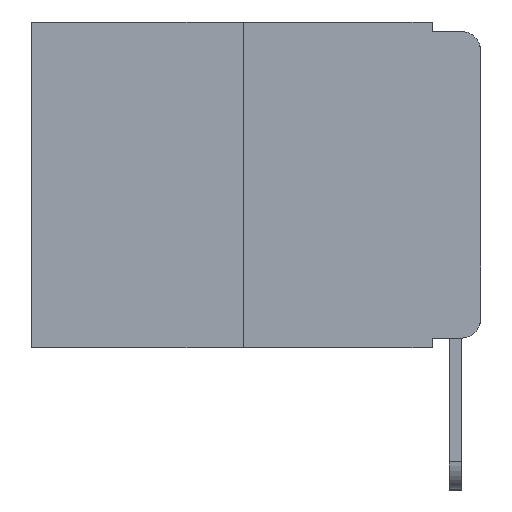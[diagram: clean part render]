
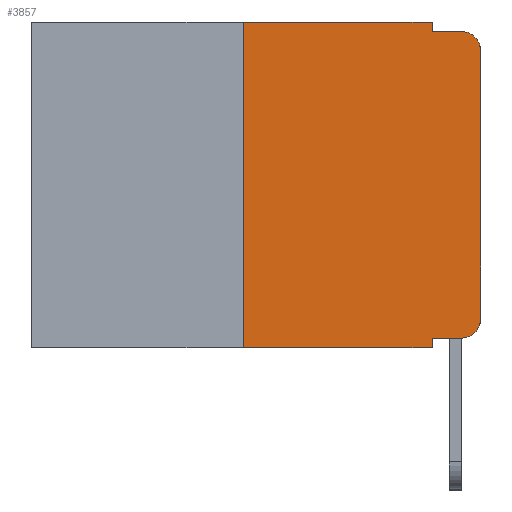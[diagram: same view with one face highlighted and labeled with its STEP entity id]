
A CAD part, left-side view. The second image highlights one B-rep face of the part: STEP entity #3857.
In plain terms, the highlighted planar face has unit normal (-1, 0, 0).
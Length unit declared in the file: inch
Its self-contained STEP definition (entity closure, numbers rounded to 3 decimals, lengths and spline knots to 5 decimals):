
#106 = LINE ( 'NONE', #14772, #21637 ) ;
#380 = DIRECTION ( 'NONE',  ( 0., -1., 0. ) ) ;
#533 = CARTESIAN_POINT ( 'NONE',  ( 0., 0.051, -0.01 ) ) ;
#1195 = VECTOR ( 'NONE', #5457, 39.37008 ) ;
#1312 = LINE ( 'NONE', #3960, #1864 ) ;
#1653 = VECTOR ( 'NONE', #18021, 39.37008 ) ;
#1864 = VECTOR ( 'NONE', #11710, 39.37008 ) ;
#2022 = EDGE_CURVE ( 'NONE', #4453, #11402, #106, .T. ) ;
#2365 = ORIENTED_EDGE ( 'NONE', *, *, #5702, .F. ) ;
#2535 = FACE_OUTER_BOUND ( 'NONE', #11469, .T. ) ;
#3310 = VECTOR ( 'NONE', #12064, 39.37008 ) ;
#3843 = LINE ( 'NONE', #11095, #5553 ) ;
#3857 = ADVANCED_FACE ( 'NONE', ( #2535 ), #23069, .F. ) ;
#3960 = CARTESIAN_POINT ( 'NONE',  ( 0., 0., 0. ) ) ;
#3988 = AXIS2_PLACEMENT_3D ( 'NONE', #21406, #21475, #17710 ) ;
#4073 = LINE ( 'NONE', #5589, #6916 ) ;
#4337 = CARTESIAN_POINT ( 'NONE',  ( 0., 0., -0.313 ) ) ;
#4453 = VERTEX_POINT ( 'NONE', #10612 ) ;
#5457 = DIRECTION ( 'NONE',  ( 0., 0., -1. ) ) ;
#5490 = CARTESIAN_POINT ( 'NONE',  ( 0., 0.051, -0.343 ) ) ;
#5553 = VECTOR ( 'NONE', #19965, 39.37008 ) ;
#5589 = CARTESIAN_POINT ( 'NONE',  ( 0., 0.051, -0.333 ) ) ;
#5702 = EDGE_CURVE ( 'NONE', #11402, #10421, #23470, .T. ) ;
#5850 = LINE ( 'NONE', #10227, #3310 ) ;
#6916 = VECTOR ( 'NONE', #7478, 39.37008 ) ;
#7057 = CARTESIAN_POINT ( 'NONE',  ( 0., 0.051, -0.01 ) ) ;
#7143 = ORIENTED_EDGE ( 'NONE', *, *, #14303, .T. ) ;
#7467 = DIRECTION ( 'NONE',  ( 0., 0., -1. ) ) ;
#7478 = DIRECTION ( 'NONE',  ( 0., -1., 0. ) ) ;
#7887 = AXIS2_PLACEMENT_3D ( 'NONE', #13006, #16685, #22128 ) ;
#9099 = VERTEX_POINT ( 'NONE', #5490 ) ;
#9323 = CARTESIAN_POINT ( 'NONE',  ( 0., 0.473, -0.343 ) ) ;
#9488 = ORIENTED_EDGE ( 'NONE', *, *, #18671, .T. ) ;
#9572 = VECTOR ( 'NONE', #380, 39.37008 ) ;
#9992 = ORIENTED_EDGE ( 'NONE', *, *, #19735, .F. ) ;
#10060 = ORIENTED_EDGE ( 'NONE', *, *, #2022, .F. ) ;
#10137 = LINE ( 'NONE', #9323, #9572 ) ;
#10214 = VERTEX_POINT ( 'NONE', #15311 ) ;
#10227 = CARTESIAN_POINT ( 'NONE',  ( 0., 0.473, 0. ) ) ;
#10421 = VERTEX_POINT ( 'NONE', #13701 ) ;
#10612 = CARTESIAN_POINT ( 'NONE',  ( 0., 0.051, 0. ) ) ;
#10712 = CIRCLE ( 'NONE', #19167, 0.02 ) ;
#11095 = CARTESIAN_POINT ( 'NONE',  ( 0., 0.25, 0. ) ) ;
#11402 = VERTEX_POINT ( 'NONE', #533 ) ;
#11469 = EDGE_LOOP ( 'NONE', ( #16533, #12453, #2365, #10060, #11734, #23467, #7143, #9992, #9488, #11526 ) ) ;
#11526 = ORIENTED_EDGE ( 'NONE', *, *, #11719, .T. ) ;
#11710 = DIRECTION ( 'NONE',  ( 0., 0., 1. ) ) ;
#11719 = EDGE_CURVE ( 'NONE', #17582, #21094, #18531, .T. ) ;
#11734 = ORIENTED_EDGE ( 'NONE', *, *, #22452, .F. ) ;
#12064 = DIRECTION ( 'NONE',  ( 0., -1., 0. ) ) ;
#12453 = ORIENTED_EDGE ( 'NONE', *, *, #22109, .T. ) ;
#13006 = CARTESIAN_POINT ( 'NONE',  ( 0., 0.02, -0.313 ) ) ;
#13270 = CARTESIAN_POINT ( 'NONE',  ( 0., 0.25, 0. ) ) ;
#13701 = CARTESIAN_POINT ( 'NONE',  ( 0., 0.02, -0.01 ) ) ;
#14303 = EDGE_CURVE ( 'NONE', #10214, #9099, #10137, .T. ) ;
#14667 = VERTEX_POINT ( 'NONE', #21811 ) ;
#14719 = CARTESIAN_POINT ( 'NONE',  ( 0., 0.051, 0. ) ) ;
#14772 = CARTESIAN_POINT ( 'NONE',  ( 0., 0.051, 0. ) ) ;
#15069 = LINE ( 'NONE', #14719, #1195 ) ;
#15311 = CARTESIAN_POINT ( 'NONE',  ( 0., 0.25, -0.343 ) ) ;
#16533 = ORIENTED_EDGE ( 'NONE', *, *, #17215, .T. ) ;
#16685 = DIRECTION ( 'NONE',  ( -1., 0., 0. ) ) ;
#16833 = CARTESIAN_POINT ( 'NONE',  ( 0., 0., -0.03 ) ) ;
#17215 = EDGE_CURVE ( 'NONE', #21094, #22190, #1312, .T. ) ;
#17582 = VERTEX_POINT ( 'NONE', #20844 ) ;
#17710 = DIRECTION ( 'NONE',  ( 0., 0., -1. ) ) ;
#18021 = DIRECTION ( 'NONE',  ( 0., -1., 0. ) ) ;
#18108 = VERTEX_POINT ( 'NONE', #13270 ) ;
#18117 = DIRECTION ( 'NONE',  ( -1., 0., 0. ) ) ;
#18531 = CIRCLE ( 'NONE', #7887, 0.02 ) ;
#18671 = EDGE_CURVE ( 'NONE', #14667, #17582, #4073, .T. ) ;
#19167 = AXIS2_PLACEMENT_3D ( 'NONE', #20152, #18117, #7467 ) ;
#19735 = EDGE_CURVE ( 'NONE', #14667, #9099, #15069, .T. ) ;
#19965 = DIRECTION ( 'NONE',  ( 0., 0., 1. ) ) ;
#20152 = CARTESIAN_POINT ( 'NONE',  ( 0., 0.02, -0.03 ) ) ;
#20332 = DIRECTION ( 'NONE',  ( 0., 0., -1. ) ) ;
#20844 = CARTESIAN_POINT ( 'NONE',  ( 0., 0.02, -0.333 ) ) ;
#21094 = VERTEX_POINT ( 'NONE', #4337 ) ;
#21406 = CARTESIAN_POINT ( 'NONE',  ( 0., 0.473, 0. ) ) ;
#21475 = DIRECTION ( 'NONE',  ( 1., 0., 0. ) ) ;
#21637 = VECTOR ( 'NONE', #20332, 39.37008 ) ;
#21811 = CARTESIAN_POINT ( 'NONE',  ( 0., 0.051, -0.333 ) ) ;
#22109 = EDGE_CURVE ( 'NONE', #22190, #10421, #10712, .T. ) ;
#22128 = DIRECTION ( 'NONE',  ( 0., 0., -1. ) ) ;
#22190 = VERTEX_POINT ( 'NONE', #16833 ) ;
#22452 = EDGE_CURVE ( 'NONE', #18108, #4453, #5850, .T. ) ;
#22727 = EDGE_CURVE ( 'NONE', #10214, #18108, #3843, .T. ) ;
#23069 = PLANE ( 'NONE',  #3988 ) ;
#23467 = ORIENTED_EDGE ( 'NONE', *, *, #22727, .F. ) ;
#23470 = LINE ( 'NONE', #7057, #1653 ) ;
